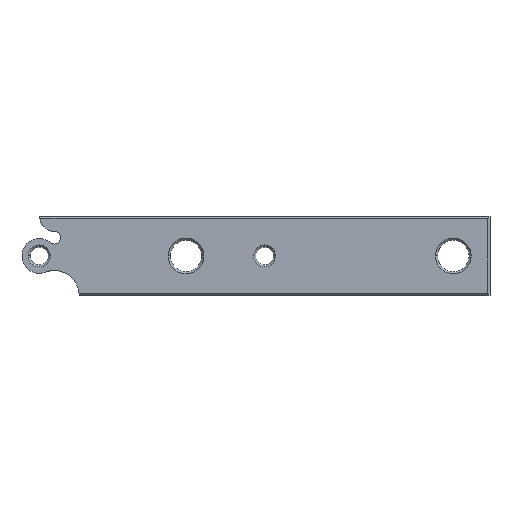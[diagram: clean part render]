
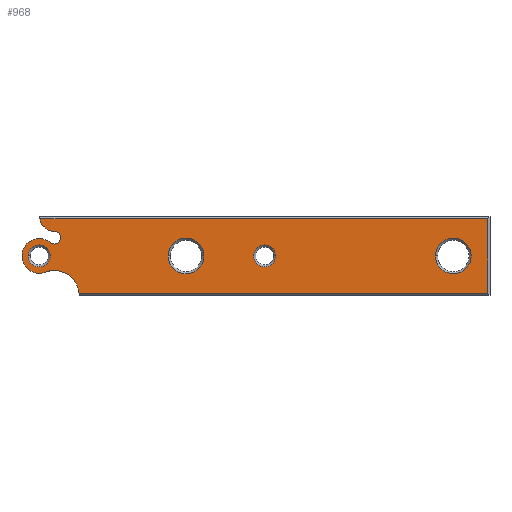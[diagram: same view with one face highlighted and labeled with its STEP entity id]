
A CAD part, top view. The second image highlights one B-rep face of the part: STEP entity #968.
In plain terms, the highlighted face is planar.
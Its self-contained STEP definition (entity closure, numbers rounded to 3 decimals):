
#3 = EDGE_CURVE ( 'NONE', #555, #661, #891, .T. ) ;
#10 = AXIS2_PLACEMENT_3D ( 'NONE', #304, #440, #525 ) ;
#18 = DIRECTION ( 'NONE',  ( 0., 0., 1. ) ) ;
#21 = EDGE_CURVE ( 'NONE', #399, #593, #682, .T. ) ;
#35 = CARTESIAN_POINT ( 'NONE',  ( 114., 7.5, 0. ) ) ;
#44 = ORIENTED_EDGE ( 'NONE', *, *, #962, .T. ) ;
#47 = CARTESIAN_POINT ( 'NONE',  ( 86., 7.5, 0. ) ) ;
#57 = CIRCLE ( 'NONE', #357, 2.1 ) ;
#59 = DIRECTION ( 'NONE',  ( 0., 0., 1. ) ) ;
#75 = AXIS2_PLACEMENT_3D ( 'NONE', #35, #785, #780 ) ;
#89 = AXIS2_PLACEMENT_3D ( 'NONE', #717, #266, #547 ) ;
#95 = EDGE_CURVE ( 'NONE', #537, #360, #355, .T. ) ;
#100 = EDGE_LOOP ( 'NONE', ( #680, #457 ) ) ;
#104 = CIRCLE ( 'NONE', #863, 3.3 ) ;
#107 = DIRECTION ( 'NONE',  ( 0., -1., 0. ) ) ;
#121 = ORIENTED_EDGE ( 'NONE', *, *, #21, .F. ) ;
#124 = DIRECTION ( 'NONE',  ( 1., 0., 0. ) ) ;
#146 = EDGE_CURVE ( 'NONE', #950, #399, #590, .T. ) ;
#147 = CIRCLE ( 'NONE', #653, 3.4 ) ;
#156 = EDGE_CURVE ( 'NONE', #555, #876, #873, .T. ) ;
#166 = EDGE_LOOP ( 'NONE', ( #267, #374 ) ) ;
#168 = CARTESIAN_POINT ( 'NONE',  ( 171.6, 0., 0. ) ) ;
#175 = AXIS2_PLACEMENT_3D ( 'NONE', #535, #219, #674 ) ;
#177 = PLANE ( 'NONE',  #774 ) ;
#182 = CARTESIAN_POINT ( 'NONE',  ( 93.587, 14.6, 0. ) ) ;
#188 = CARTESIAN_POINT ( 'NONE',  ( 88.872, 2.772, 0. ) ) ;
#199 = DIRECTION ( 'NONE',  ( 1., 0., 0. ) ) ;
#205 = CARTESIAN_POINT ( 'NONE',  ( 86., 0.4, 0. ) ) ;
#212 = CARTESIAN_POINT ( 'NONE',  ( 161.6, 7.5, 0. ) ) ;
#214 = VERTEX_POINT ( 'NONE', #522 ) ;
#219 = DIRECTION ( 'NONE',  ( 0., 0., -1. ) ) ;
#230 = DIRECTION ( 'NONE',  ( 0., 0., 1. ) ) ;
#242 = CARTESIAN_POINT ( 'NONE',  ( 86.129, 0.4, 0. ) ) ;
#243 = ORIENTED_EDGE ( 'NONE', *, *, #829, .T. ) ;
#244 = CARTESIAN_POINT ( 'NONE',  ( 171.6, 0.4, 0. ) ) ;
#245 = LINE ( 'NONE', #168, #834 ) ;
#256 = CIRCLE ( 'NONE', #387, 3.4 ) ;
#260 = DIRECTION ( 'NONE',  ( 0., 0., 1. ) ) ;
#263 = ORIENTED_EDGE ( 'NONE', *, *, #923, .T. ) ;
#266 = DIRECTION ( 'NONE',  ( 0., 0., 1. ) ) ;
#267 = ORIENTED_EDGE ( 'NONE', *, *, #902, .T. ) ;
#276 = CARTESIAN_POINT ( 'NONE',  ( 90.1, 4., 0. ) ) ;
#304 = CARTESIAN_POINT ( 'NONE',  ( 88.872, 15., 0. ) ) ;
#305 = EDGE_CURVE ( 'NONE', #758, #945, #147, .T. ) ;
#311 = DIRECTION ( 'NONE',  ( 1., 0., 0. ) ) ;
#312 = CARTESIAN_POINT ( 'NONE',  ( 87.18, 10.582, 0. ) ) ;
#318 = DIRECTION ( 'NONE',  ( 1., 0., 0. ) ) ;
#325 = CARTESIAN_POINT ( 'NONE',  ( 88.093, 4.949, 0. ) ) ;
#329 = CARTESIAN_POINT ( 'NONE',  ( 168.4, 7.5, 0. ) ) ;
#336 = VERTEX_POINT ( 'NONE', #244 ) ;
#339 = AXIS2_PLACEMENT_3D ( 'NONE', #423, #59, #434 ) ;
#341 = DIRECTION ( 'NONE',  ( 1., 0., 0. ) ) ;
#347 = DIRECTION ( 'NONE',  ( 0., 0., 1. ) ) ;
#355 = CIRCLE ( 'NONE', #459, 2.1 ) ;
#357 = AXIS2_PLACEMENT_3D ( 'NONE', #956, #575, #884 ) ;
#360 = VERTEX_POINT ( 'NONE', #503 ) ;
#374 = ORIENTED_EDGE ( 'NONE', *, *, #609, .T. ) ;
#387 = AXIS2_PLACEMENT_3D ( 'NONE', #882, #230, #311 ) ;
#399 = VERTEX_POINT ( 'NONE', #276 ) ;
#405 = DIRECTION ( 'NONE',  ( 1., 0., 0. ) ) ;
#415 = AXIS2_PLACEMENT_3D ( 'NONE', #856, #607, #480 ) ;
#416 = CARTESIAN_POINT ( 'NONE',  ( 165., 7.5, 0. ) ) ;
#423 = CARTESIAN_POINT ( 'NONE',  ( 88.872, 0., 0. ) ) ;
#425 = DIRECTION ( 'NONE',  ( 0., 0., -1. ) ) ;
#428 = EDGE_LOOP ( 'NONE', ( #243, #762 ) ) ;
#434 = DIRECTION ( 'NONE',  ( 1., 0., 0. ) ) ;
#440 = DIRECTION ( 'NONE',  ( 0., 0., -1. ) ) ;
#448 = VECTOR ( 'NONE', #655, 1000. ) ;
#457 = ORIENTED_EDGE ( 'NONE', *, *, #467, .T. ) ;
#459 = AXIS2_PLACEMENT_3D ( 'NONE', #946, #260, #797 ) ;
#463 = ORIENTED_EDGE ( 'NONE', *, *, #835, .F. ) ;
#467 = EDGE_CURVE ( 'NONE', #715, #214, #57, .T. ) ;
#470 = FACE_BOUND ( 'NONE', #100, .T. ) ;
#474 = CARTESIAN_POINT ( 'NONE',  ( 110.6, 7.5, 0. ) ) ;
#480 = DIRECTION ( 'NONE',  ( 1., 0., 0. ) ) ;
#482 = ORIENTED_EDGE ( 'NONE', *, *, #657, .T. ) ;
#503 = CARTESIAN_POINT ( 'NONE',  ( 131.1, 7.5, 0. ) ) ;
#511 = AXIS2_PLACEMENT_3D ( 'NONE', #811, #425, #341 ) ;
#512 = CARTESIAN_POINT ( 'NONE',  ( 83.9, 7.5, 0. ) ) ;
#514 = CIRCLE ( 'NONE', #415, 3.4 ) ;
#522 = CARTESIAN_POINT ( 'NONE',  ( 88.1, 7.5, 0. ) ) ;
#525 = DIRECTION ( 'NONE',  ( 1., 0., 0. ) ) ;
#535 = CARTESIAN_POINT ( 'NONE',  ( 88.872, 4., 0. ) ) ;
#536 = CARTESIAN_POINT ( 'NONE',  ( 86., 7.5, 0. ) ) ;
#537 = VERTEX_POINT ( 'NONE', #935 ) ;
#545 = ORIENTED_EDGE ( 'NONE', *, *, #305, .T. ) ;
#547 = DIRECTION ( 'NONE',  ( 1., 0., 0. ) ) ;
#551 = FACE_BOUND ( 'NONE', #166, .T. ) ;
#555 = VERTEX_POINT ( 'NONE', #182 ) ;
#575 = DIRECTION ( 'NONE',  ( 0., 0., 1. ) ) ;
#580 = EDGE_CURVE ( 'NONE', #214, #715, #772, .T. ) ;
#583 = CARTESIAN_POINT ( 'NONE',  ( 172., 14.6, 0. ) ) ;
#590 = CIRCLE ( 'NONE', #175, 1.228 ) ;
#593 = VERTEX_POINT ( 'NONE', #188 ) ;
#607 = DIRECTION ( 'NONE',  ( 0., 0., 1. ) ) ;
#609 = EDGE_CURVE ( 'NONE', #612, #644, #924, .T. ) ;
#612 = VERTEX_POINT ( 'NONE', #474 ) ;
#622 = FACE_BOUND ( 'NONE', #905, .T. ) ;
#628 = ORIENTED_EDGE ( 'NONE', *, *, #764, .F. ) ;
#636 = CARTESIAN_POINT ( 'NONE',  ( 117.4, 7.5, 0. ) ) ;
#644 = VERTEX_POINT ( 'NONE', #636 ) ;
#649 = ORIENTED_EDGE ( 'NONE', *, *, #3, .T. ) ;
#653 = AXIS2_PLACEMENT_3D ( 'NONE', #416, #18, #318 ) ;
#655 = DIRECTION ( 'NONE',  ( 1., 0., 0. ) ) ;
#657 = EDGE_CURVE ( 'NONE', #336, #908, #741, .T. ) ;
#661 = VERTEX_POINT ( 'NONE', #824 ) ;
#664 = ORIENTED_EDGE ( 'NONE', *, *, #156, .F. ) ;
#674 = DIRECTION ( 'NONE',  ( 1., 0., 0. ) ) ;
#680 = ORIENTED_EDGE ( 'NONE', *, *, #580, .T. ) ;
#682 = CIRCLE ( 'NONE', #511, 1.228 ) ;
#711 = EDGE_LOOP ( 'NONE', ( #664, #649, #44, #482, #463, #121, #871, #628 ) ) ;
#715 = VERTEX_POINT ( 'NONE', #512 ) ;
#717 = CARTESIAN_POINT ( 'NONE',  ( 86., 7.5, 0. ) ) ;
#736 = DIRECTION ( 'NONE',  ( 0., 0., 1. ) ) ;
#741 = LINE ( 'NONE', #205, #819 ) ;
#758 = VERTEX_POINT ( 'NONE', #212 ) ;
#762 = ORIENTED_EDGE ( 'NONE', *, *, #95, .T. ) ;
#764 = EDGE_CURVE ( 'NONE', #876, #950, #104, .T. ) ;
#772 = CIRCLE ( 'NONE', #89, 2.1 ) ;
#774 = AXIS2_PLACEMENT_3D ( 'NONE', #536, #779, #405 ) ;
#779 = DIRECTION ( 'NONE',  ( 0., 0., -1. ) ) ;
#780 = DIRECTION ( 'NONE',  ( 1., 0., 0. ) ) ;
#785 = DIRECTION ( 'NONE',  ( 0., 0., 1. ) ) ;
#797 = DIRECTION ( 'NONE',  ( 1., 0., 0. ) ) ;
#811 = CARTESIAN_POINT ( 'NONE',  ( 88.872, 4., 0. ) ) ;
#819 = VECTOR ( 'NONE', #966, 1000. ) ;
#824 = CARTESIAN_POINT ( 'NONE',  ( 171.6, 14.6, 0. ) ) ;
#829 = EDGE_CURVE ( 'NONE', #360, #537, #943, .T. ) ;
#834 = VECTOR ( 'NONE', #107, 1000. ) ;
#835 = EDGE_CURVE ( 'NONE', #593, #908, #977, .T. ) ;
#851 = FACE_OUTER_BOUND ( 'NONE', #711, .T. ) ;
#856 = CARTESIAN_POINT ( 'NONE',  ( 165., 7.5, 0. ) ) ;
#863 = AXIS2_PLACEMENT_3D ( 'NONE', #47, #347, #124 ) ;
#871 = ORIENTED_EDGE ( 'NONE', *, *, #146, .F. ) ;
#873 = CIRCLE ( 'NONE', #10, 4.731 ) ;
#876 = VERTEX_POINT ( 'NONE', #312 ) ;
#882 = CARTESIAN_POINT ( 'NONE',  ( 114., 7.5, 0. ) ) ;
#884 = DIRECTION ( 'NONE',  ( 1., 0., 0. ) ) ;
#891 = LINE ( 'NONE', #583, #448 ) ;
#902 = EDGE_CURVE ( 'NONE', #644, #612, #256, .T. ) ;
#905 = EDGE_LOOP ( 'NONE', ( #263, #545 ) ) ;
#908 = VERTEX_POINT ( 'NONE', #242 ) ;
#911 = AXIS2_PLACEMENT_3D ( 'NONE', #969, #736, #199 ) ;
#923 = EDGE_CURVE ( 'NONE', #945, #758, #514, .T. ) ;
#924 = CIRCLE ( 'NONE', #75, 3.4 ) ;
#925 = FACE_BOUND ( 'NONE', #428, .T. ) ;
#935 = CARTESIAN_POINT ( 'NONE',  ( 126.9, 7.5, 0. ) ) ;
#943 = CIRCLE ( 'NONE', #911, 2.1 ) ;
#945 = VERTEX_POINT ( 'NONE', #329 ) ;
#946 = CARTESIAN_POINT ( 'NONE',  ( 129., 7.5, 0. ) ) ;
#950 = VERTEX_POINT ( 'NONE', #325 ) ;
#956 = CARTESIAN_POINT ( 'NONE',  ( 86., 7.5, 0. ) ) ;
#962 = EDGE_CURVE ( 'NONE', #661, #336, #245, .T. ) ;
#966 = DIRECTION ( 'NONE',  ( -1., 0., 0. ) ) ;
#968 = ADVANCED_FACE ( 'NONE', ( #622, #925, #551, #470, #851 ), #177, .T. ) ;
#969 = CARTESIAN_POINT ( 'NONE',  ( 129., 7.5, 0. ) ) ;
#977 = CIRCLE ( 'NONE', #339, 2.772 ) ;
